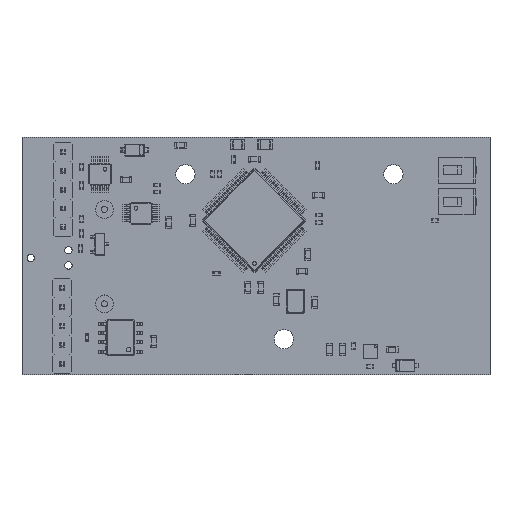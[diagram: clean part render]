
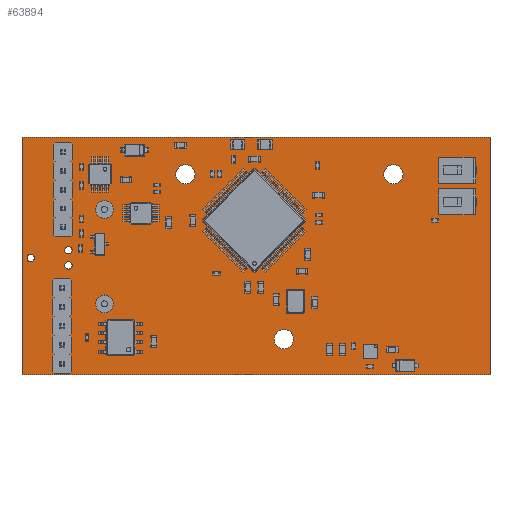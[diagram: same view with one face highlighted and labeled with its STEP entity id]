
A CAD part, top view. The second image highlights one B-rep face of the part: STEP entity #63894.
In plain terms, the highlighted planar face has unit normal (0, 0, 1).
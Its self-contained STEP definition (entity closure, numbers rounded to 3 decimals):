
#63584 = VERTEX_POINT('',#63585);
#63585 = CARTESIAN_POINT('',(31.5,-16.,1.6));
#63591 = EDGE_CURVE('',#63584,#63592,#63594,.T.);
#63592 = VERTEX_POINT('',#63593);
#63593 = CARTESIAN_POINT('',(-31.5,-16.,1.6));
#63594 = LINE('',#63595,#63596);
#63595 = CARTESIAN_POINT('',(31.5,-16.,1.6));
#63596 = VECTOR('',#63597,1.);
#63597 = DIRECTION('',(-1.,0.,0.));
#63624 = VERTEX_POINT('',#63625);
#63625 = CARTESIAN_POINT('',(31.5,16.,1.6));
#63631 = EDGE_CURVE('',#63624,#63584,#63632,.T.);
#63632 = LINE('',#63633,#63634);
#63633 = CARTESIAN_POINT('',(31.5,16.,1.6));
#63634 = VECTOR('',#63635,1.);
#63635 = DIRECTION('',(0.,-1.,0.));
#63653 = EDGE_CURVE('',#63592,#63654,#63656,.T.);
#63654 = VERTEX_POINT('',#63655);
#63655 = CARTESIAN_POINT('',(-31.5,16.,1.6));
#63656 = LINE('',#63657,#63658);
#63657 = CARTESIAN_POINT('',(-31.5,-16.,1.6));
#63658 = VECTOR('',#63659,1.);
#63659 = DIRECTION('',(0.,1.,0.));
#63894 = ADVANCED_FACE('',(#63895,#63906,#63917,#63928,#63939,#63950,
    #63961,#63972,#63983,#63994,#64005,#64016,#64027,#64038,#64049,
    #64060,#64071,#64082,#64093),#64104,.T.);
#63895 = FACE_BOUND('',#63896,.T.);
#63896 = EDGE_LOOP('',(#63897,#63898,#63899,#63905));
#63897 = ORIENTED_EDGE('',*,*,#63591,.F.);
#63898 = ORIENTED_EDGE('',*,*,#63631,.F.);
#63899 = ORIENTED_EDGE('',*,*,#63900,.F.);
#63900 = EDGE_CURVE('',#63654,#63624,#63901,.T.);
#63901 = LINE('',#63902,#63903);
#63902 = CARTESIAN_POINT('',(-31.5,16.,1.6));
#63903 = VECTOR('',#63904,1.);
#63904 = DIRECTION('',(1.,0.,0.));
#63905 = ORIENTED_EDGE('',*,*,#63653,.F.);
#63906 = FACE_BOUND('',#63907,.T.);
#63907 = EDGE_LOOP('',(#63908));
#63908 = ORIENTED_EDGE('',*,*,#63909,.T.);
#63909 = EDGE_CURVE('',#63910,#63910,#63912,.T.);
#63910 = VERTEX_POINT('',#63911);
#63911 = CARTESIAN_POINT('',(-26.125,-15.,1.6));
#63912 = CIRCLE('',#63913,0.5);
#63913 = AXIS2_PLACEMENT_3D('',#63914,#63915,#63916);
#63914 = CARTESIAN_POINT('',(-26.125,-14.5,1.6));
#63915 = DIRECTION('',(-0.,0.,-1.));
#63916 = DIRECTION('',(-0.,-1.,0.));
#63917 = FACE_BOUND('',#63918,.T.);
#63918 = EDGE_LOOP('',(#63919));
#63919 = ORIENTED_EDGE('',*,*,#63920,.T.);
#63920 = EDGE_CURVE('',#63921,#63921,#63923,.T.);
#63921 = VERTEX_POINT('',#63922);
#63922 = CARTESIAN_POINT('',(-26.125,-12.46,1.6));
#63923 = CIRCLE('',#63924,0.5);
#63924 = AXIS2_PLACEMENT_3D('',#63925,#63926,#63927);
#63925 = CARTESIAN_POINT('',(-26.125,-11.96,1.6));
#63926 = DIRECTION('',(-0.,0.,-1.));
#63927 = DIRECTION('',(-0.,-1.,0.));
#63928 = FACE_BOUND('',#63929,.T.);
#63929 = EDGE_LOOP('',(#63930));
#63930 = ORIENTED_EDGE('',*,*,#63931,.T.);
#63931 = EDGE_CURVE('',#63932,#63932,#63934,.T.);
#63932 = VERTEX_POINT('',#63933);
#63933 = CARTESIAN_POINT('',(-26.125,-9.92,1.6));
#63934 = CIRCLE('',#63935,0.5);
#63935 = AXIS2_PLACEMENT_3D('',#63936,#63937,#63938);
#63936 = CARTESIAN_POINT('',(-26.125,-9.42,1.6));
#63937 = DIRECTION('',(-0.,0.,-1.));
#63938 = DIRECTION('',(-0.,-1.,0.));
#63939 = FACE_BOUND('',#63940,.T.);
#63940 = EDGE_LOOP('',(#63941));
#63941 = ORIENTED_EDGE('',*,*,#63942,.T.);
#63942 = EDGE_CURVE('',#63943,#63943,#63945,.T.);
#63943 = VERTEX_POINT('',#63944);
#63944 = CARTESIAN_POINT('',(-26.125,-7.38,1.6));
#63945 = CIRCLE('',#63946,0.5);
#63946 = AXIS2_PLACEMENT_3D('',#63947,#63948,#63949);
#63947 = CARTESIAN_POINT('',(-26.125,-6.88,1.6));
#63948 = DIRECTION('',(-0.,0.,-1.));
#63949 = DIRECTION('',(-0.,-1.,0.));
#63950 = FACE_BOUND('',#63951,.T.);
#63951 = EDGE_LOOP('',(#63952));
#63952 = ORIENTED_EDGE('',*,*,#63953,.T.);
#63953 = EDGE_CURVE('',#63954,#63954,#63956,.T.);
#63954 = VERTEX_POINT('',#63955);
#63955 = CARTESIAN_POINT('',(-26.125,-4.84,1.6));
#63956 = CIRCLE('',#63957,0.5);
#63957 = AXIS2_PLACEMENT_3D('',#63958,#63959,#63960);
#63958 = CARTESIAN_POINT('',(-26.125,-4.34,1.6));
#63959 = DIRECTION('',(-0.,0.,-1.));
#63960 = DIRECTION('',(-0.,-1.,0.));
#63961 = FACE_BOUND('',#63962,.T.);
#63962 = EDGE_LOOP('',(#63963));
#63963 = ORIENTED_EDGE('',*,*,#63964,.T.);
#63964 = EDGE_CURVE('',#63965,#63965,#63967,.T.);
#63965 = VERTEX_POINT('',#63966);
#63966 = CARTESIAN_POINT('',(-20.4,-7.65,1.6));
#63967 = CIRCLE('',#63968,1.2);
#63968 = AXIS2_PLACEMENT_3D('',#63969,#63970,#63971);
#63969 = CARTESIAN_POINT('',(-20.4,-6.45,1.6));
#63970 = DIRECTION('',(-0.,0.,-1.));
#63971 = DIRECTION('',(-0.,-1.,0.));
#63972 = FACE_BOUND('',#63973,.T.);
#63973 = EDGE_LOOP('',(#63974));
#63974 = ORIENTED_EDGE('',*,*,#63975,.T.);
#63975 = EDGE_CURVE('',#63976,#63976,#63978,.T.);
#63976 = VERTEX_POINT('',#63977);
#63977 = CARTESIAN_POINT('',(-30.33,-0.745,1.6));
#63978 = CIRCLE('',#63979,0.495);
#63979 = AXIS2_PLACEMENT_3D('',#63980,#63981,#63982);
#63980 = CARTESIAN_POINT('',(-30.33,-0.25,1.6));
#63981 = DIRECTION('',(-0.,0.,-1.));
#63982 = DIRECTION('',(-0.,-1.,0.));
#63983 = FACE_BOUND('',#63984,.T.);
#63984 = EDGE_LOOP('',(#63985));
#63985 = ORIENTED_EDGE('',*,*,#63986,.T.);
#63986 = EDGE_CURVE('',#63987,#63987,#63989,.T.);
#63987 = VERTEX_POINT('',#63988);
#63988 = CARTESIAN_POINT('',(-25.25,-1.761,1.6));
#63989 = CIRCLE('',#63990,0.495);
#63990 = AXIS2_PLACEMENT_3D('',#63991,#63992,#63993);
#63991 = CARTESIAN_POINT('',(-25.25,-1.266,1.6));
#63992 = DIRECTION('',(-0.,0.,-1.));
#63993 = DIRECTION('',(-0.,-1.,0.));
#63994 = FACE_BOUND('',#63995,.T.);
#63995 = EDGE_LOOP('',(#63996));
#63996 = ORIENTED_EDGE('',*,*,#63997,.T.);
#63997 = EDGE_CURVE('',#63998,#63998,#64000,.T.);
#63998 = VERTEX_POINT('',#63999);
#63999 = CARTESIAN_POINT('',(3.75,-12.5,1.6));
#64000 = CIRCLE('',#64001,1.3);
#64001 = AXIS2_PLACEMENT_3D('',#64002,#64003,#64004);
#64002 = CARTESIAN_POINT('',(3.75,-11.2,1.6));
#64003 = DIRECTION('',(-0.,0.,-1.));
#64004 = DIRECTION('',(-0.,-1.,0.));
#64005 = FACE_BOUND('',#64006,.T.);
#64006 = EDGE_LOOP('',(#64007));
#64007 = ORIENTED_EDGE('',*,*,#64008,.T.);
#64008 = EDGE_CURVE('',#64009,#64009,#64011,.T.);
#64009 = VERTEX_POINT('',#64010);
#64010 = CARTESIAN_POINT('',(-25.25,0.271,1.6));
#64011 = CIRCLE('',#64012,0.495);
#64012 = AXIS2_PLACEMENT_3D('',#64013,#64014,#64015);
#64013 = CARTESIAN_POINT('',(-25.25,0.766,1.6));
#64014 = DIRECTION('',(-0.,0.,-1.));
#64015 = DIRECTION('',(-0.,-1.,0.));
#64016 = FACE_BOUND('',#64017,.T.);
#64017 = EDGE_LOOP('',(#64018));
#64018 = ORIENTED_EDGE('',*,*,#64019,.T.);
#64019 = EDGE_CURVE('',#64020,#64020,#64022,.T.);
#64020 = VERTEX_POINT('',#64021);
#64021 = CARTESIAN_POINT('',(-26.,3.34,1.6));
#64022 = CIRCLE('',#64023,0.5);
#64023 = AXIS2_PLACEMENT_3D('',#64024,#64025,#64026);
#64024 = CARTESIAN_POINT('',(-26.,3.84,1.6));
#64025 = DIRECTION('',(-0.,0.,-1.));
#64026 = DIRECTION('',(-0.,-1.,0.));
#64027 = FACE_BOUND('',#64028,.T.);
#64028 = EDGE_LOOP('',(#64029));
#64029 = ORIENTED_EDGE('',*,*,#64030,.T.);
#64030 = EDGE_CURVE('',#64031,#64031,#64033,.T.);
#64031 = VERTEX_POINT('',#64032);
#64032 = CARTESIAN_POINT('',(-26.,5.88,1.6));
#64033 = CIRCLE('',#64034,0.5);
#64034 = AXIS2_PLACEMENT_3D('',#64035,#64036,#64037);
#64035 = CARTESIAN_POINT('',(-26.,6.38,1.6));
#64036 = DIRECTION('',(-0.,0.,-1.));
#64037 = DIRECTION('',(-0.,-1.,0.));
#64038 = FACE_BOUND('',#64039,.T.);
#64039 = EDGE_LOOP('',(#64040));
#64040 = ORIENTED_EDGE('',*,*,#64041,.T.);
#64041 = EDGE_CURVE('',#64042,#64042,#64044,.T.);
#64042 = VERTEX_POINT('',#64043);
#64043 = CARTESIAN_POINT('',(-20.4,5.05,1.6));
#64044 = CIRCLE('',#64045,1.2);
#64045 = AXIS2_PLACEMENT_3D('',#64046,#64047,#64048);
#64046 = CARTESIAN_POINT('',(-20.4,6.25,1.6));
#64047 = DIRECTION('',(-0.,0.,-1.));
#64048 = DIRECTION('',(-0.,-1.,0.));
#64049 = FACE_BOUND('',#64050,.T.);
#64050 = EDGE_LOOP('',(#64051));
#64051 = ORIENTED_EDGE('',*,*,#64052,.T.);
#64052 = EDGE_CURVE('',#64053,#64053,#64055,.T.);
#64053 = VERTEX_POINT('',#64054);
#64054 = CARTESIAN_POINT('',(-26.,8.42,1.6));
#64055 = CIRCLE('',#64056,0.5);
#64056 = AXIS2_PLACEMENT_3D('',#64057,#64058,#64059);
#64057 = CARTESIAN_POINT('',(-26.,8.92,1.6));
#64058 = DIRECTION('',(-0.,0.,-1.));
#64059 = DIRECTION('',(-0.,-1.,0.));
#64060 = FACE_BOUND('',#64061,.T.);
#64061 = EDGE_LOOP('',(#64062));
#64062 = ORIENTED_EDGE('',*,*,#64063,.T.);
#64063 = EDGE_CURVE('',#64064,#64064,#64066,.T.);
#64064 = VERTEX_POINT('',#64065);
#64065 = CARTESIAN_POINT('',(-26.,10.96,1.6));
#64066 = CIRCLE('',#64067,0.5);
#64067 = AXIS2_PLACEMENT_3D('',#64068,#64069,#64070);
#64068 = CARTESIAN_POINT('',(-26.,11.46,1.6));
#64069 = DIRECTION('',(-0.,0.,-1.));
#64070 = DIRECTION('',(-0.,-1.,0.));
#64071 = FACE_BOUND('',#64072,.T.);
#64072 = EDGE_LOOP('',(#64073));
#64073 = ORIENTED_EDGE('',*,*,#64074,.T.);
#64074 = EDGE_CURVE('',#64075,#64075,#64077,.T.);
#64075 = VERTEX_POINT('',#64076);
#64076 = CARTESIAN_POINT('',(-26.,13.5,1.6));
#64077 = CIRCLE('',#64078,0.5);
#64078 = AXIS2_PLACEMENT_3D('',#64079,#64080,#64081);
#64079 = CARTESIAN_POINT('',(-26.,14.,1.6));
#64080 = DIRECTION('',(-0.,0.,-1.));
#64081 = DIRECTION('',(-0.,-1.,0.));
#64082 = FACE_BOUND('',#64083,.T.);
#64083 = EDGE_LOOP('',(#64084));
#64084 = ORIENTED_EDGE('',*,*,#64085,.T.);
#64085 = EDGE_CURVE('',#64086,#64086,#64088,.T.);
#64086 = VERTEX_POINT('',#64087);
#64087 = CARTESIAN_POINT('',(-9.5,9.7,1.6));
#64088 = CIRCLE('',#64089,1.3);
#64089 = AXIS2_PLACEMENT_3D('',#64090,#64091,#64092);
#64090 = CARTESIAN_POINT('',(-9.5,11.,1.6));
#64091 = DIRECTION('',(-0.,0.,-1.));
#64092 = DIRECTION('',(-0.,-1.,0.));
#64093 = FACE_BOUND('',#64094,.T.);
#64094 = EDGE_LOOP('',(#64095));
#64095 = ORIENTED_EDGE('',*,*,#64096,.T.);
#64096 = EDGE_CURVE('',#64097,#64097,#64099,.T.);
#64097 = VERTEX_POINT('',#64098);
#64098 = CARTESIAN_POINT('',(18.5,9.7,1.6));
#64099 = CIRCLE('',#64100,1.3);
#64100 = AXIS2_PLACEMENT_3D('',#64101,#64102,#64103);
#64101 = CARTESIAN_POINT('',(18.5,11.,1.6));
#64102 = DIRECTION('',(-0.,0.,-1.));
#64103 = DIRECTION('',(-0.,-1.,0.));
#64104 = PLANE('',#64105);
#64105 = AXIS2_PLACEMENT_3D('',#64106,#64107,#64108);
#64106 = CARTESIAN_POINT('',(0.,0.,1.6));
#64107 = DIRECTION('',(0.,0.,1.));
#64108 = DIRECTION('',(1.,0.,-0.));
